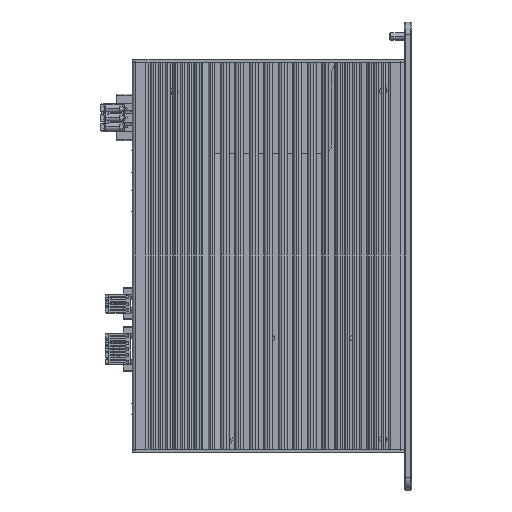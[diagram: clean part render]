
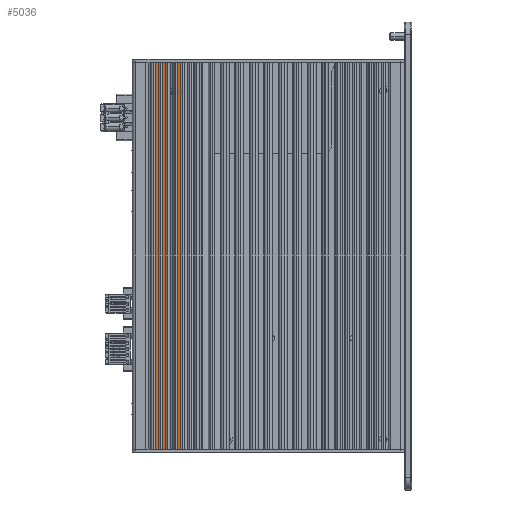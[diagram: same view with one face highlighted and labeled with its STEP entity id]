
A CAD part, front view. The second image highlights one B-rep face of the part: STEP entity #5036.
In plain terms, the highlighted planar face has unit normal (0, 1, 0).
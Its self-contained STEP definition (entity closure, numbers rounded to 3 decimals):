
#228 = ORIENTED_EDGE ( 'NONE', *, *, #201593, .F. ) ;
#2905 = DIRECTION ( 'NONE',  ( 0., 0., 1. ) ) ;
#2979 = ORIENTED_EDGE ( 'NONE', *, *, #12142, .T. ) ;
#5036 = ADVANCED_FACE ( 'NONE', ( #133557, #8594 ), #118102, .F. ) ;
#6514 = CARTESIAN_POINT ( 'NONE',  ( 0., -26.4, 106.5 ) ) ;
#7356 = EDGE_CURVE ( 'NONE', #146924, #166813, #70186, .T. ) ;
#7811 = ORIENTED_EDGE ( 'NONE', *, *, #7356, .T. ) ;
#8594 = FACE_OUTER_BOUND ( 'NONE', #83443, .T. ) ;
#9227 = CARTESIAN_POINT ( 'NONE',  ( -44., -26.4, 143.5 ) ) ;
#10773 = DIRECTION ( 'NONE',  ( 0., 1., 0. ) ) ;
#12142 = EDGE_CURVE ( 'NONE', #188925, #146924, #138722, .T. ) ;
#13360 = AXIS2_PLACEMENT_3D ( 'NONE', #104555, #10773, #120309 ) ;
#15497 = VERTEX_POINT ( 'NONE', #186367 ) ;
#24948 = DIRECTION ( 'NONE',  ( 1., 0., 0. ) ) ;
#34149 = DIRECTION ( 'NONE',  ( 0., 0., -1. ) ) ;
#35717 = DIRECTION ( 'NONE',  ( -1., 0., 0. ) ) ;
#45065 = VECTOR ( 'NONE', #35717, 1000. ) ;
#47286 = AXIS2_PLACEMENT_3D ( 'NONE', #181402, #87669, #197102 ) ;
#60224 = AXIS2_PLACEMENT_3D ( 'NONE', #9227, #118760, #24948 ) ;
#65868 = VERTEX_POINT ( 'NONE', #84679 ) ;
#70186 = LINE ( 'NONE', #159345, #111723 ) ;
#71709 = CARTESIAN_POINT ( 'NONE',  ( -47.153, -26.4, -106.5 ) ) ;
#72759 = VECTOR ( 'NONE', #2905, 1000. ) ;
#81886 = CIRCLE ( 'NONE', #47286, 1.4 ) ;
#83443 = EDGE_LOOP ( 'NONE', ( #2979, #7811, #186559, #148719 ) ) ;
#84678 = EDGE_CURVE ( 'NONE', #166813, #174754, #96582, .T. ) ;
#84679 = CARTESIAN_POINT ( 'NONE',  ( -50.774, -26.4, 90. ) ) ;
#87669 = DIRECTION ( 'NONE',  ( 0., 1., 0. ) ) ;
#88461 = EDGE_CURVE ( 'NONE', #174754, #188925, #114298, .T. ) ;
#96582 = LINE ( 'NONE', #191685, #45065 ) ;
#104555 = CARTESIAN_POINT ( 'NONE',  ( -52.174, -26.4, 90. ) ) ;
#111007 = CARTESIAN_POINT ( 'NONE',  ( -71., -26.4, 106.5 ) ) ;
#111723 = VECTOR ( 'NONE', #34149, 1000. ) ;
#112507 = CARTESIAN_POINT ( 'NONE',  ( -71., -26.4, -106.5 ) ) ;
#114298 = LINE ( 'NONE', #174658, #72759 ) ;
#118102 = PLANE ( 'NONE',  #60224 ) ;
#118760 = DIRECTION ( 'NONE',  ( 0., -1., 0. ) ) ;
#120309 = DIRECTION ( 'NONE',  ( -1., 0., 0. ) ) ;
#133557 = FACE_BOUND ( 'NONE', #193020, .T. ) ;
#138722 = LINE ( 'NONE', #6514, #175360 ) ;
#146924 = VERTEX_POINT ( 'NONE', #191978 ) ;
#148719 = ORIENTED_EDGE ( 'NONE', *, *, #88461, .T. ) ;
#154823 = EDGE_CURVE ( 'NONE', #65868, #15497, #199755, .T. ) ;
#159345 = CARTESIAN_POINT ( 'NONE',  ( -47.153, -26.4, 143.5 ) ) ;
#163466 = ORIENTED_EDGE ( 'NONE', *, *, #154823, .F. ) ;
#166813 = VERTEX_POINT ( 'NONE', #71709 ) ;
#174658 = CARTESIAN_POINT ( 'NONE',  ( -71., -26.4, 106.5 ) ) ;
#174754 = VERTEX_POINT ( 'NONE', #112507 ) ;
#175360 = VECTOR ( 'NONE', #178321, 1000. ) ;
#178321 = DIRECTION ( 'NONE',  ( 1., 0., 0. ) ) ;
#181402 = CARTESIAN_POINT ( 'NONE',  ( -52.174, -26.4, 90. ) ) ;
#186367 = CARTESIAN_POINT ( 'NONE',  ( -53.574, -26.4, 90. ) ) ;
#186559 = ORIENTED_EDGE ( 'NONE', *, *, #84678, .T. ) ;
#188925 = VERTEX_POINT ( 'NONE', #111007 ) ;
#191685 = CARTESIAN_POINT ( 'NONE',  ( -44., -26.4, -106.5 ) ) ;
#191978 = CARTESIAN_POINT ( 'NONE',  ( -47.153, -26.4, 106.5 ) ) ;
#193020 = EDGE_LOOP ( 'NONE', ( #228, #163466 ) ) ;
#197102 = DIRECTION ( 'NONE',  ( -1., 0., 0. ) ) ;
#199755 = CIRCLE ( 'NONE', #13360, 1.4 ) ;
#201593 = EDGE_CURVE ( 'NONE', #15497, #65868, #81886, .T. ) ;
